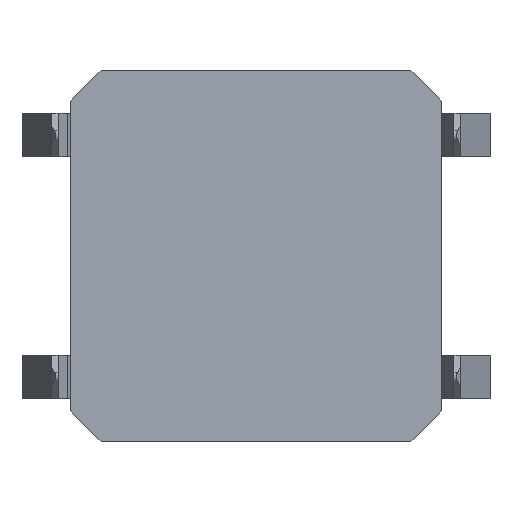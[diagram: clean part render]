
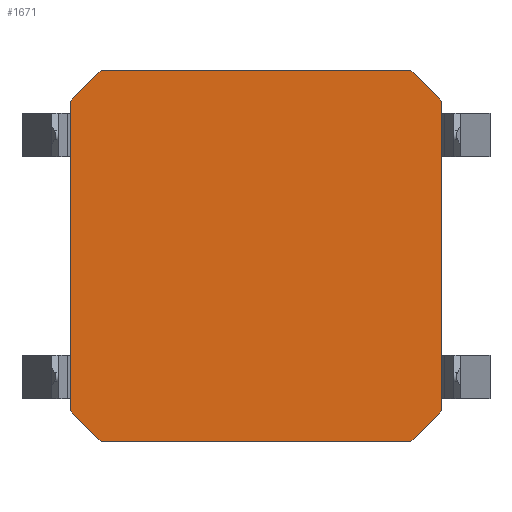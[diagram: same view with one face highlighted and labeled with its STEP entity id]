
A CAD part, front view. The second image highlights one B-rep face of the part: STEP entity #1671.
In plain terms, the highlighted planar face has unit normal (0, -1, 0).
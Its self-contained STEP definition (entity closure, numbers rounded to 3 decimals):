
#86 = CARTESIAN_POINT ( 'NONE',  ( -3.005, 0., 3.005 ) ) ;
#117 = VERTEX_POINT ( 'NONE', #1888 ) ;
#138 = FACE_OUTER_BOUND ( 'NONE', #1403, .T. ) ;
#149 = ORIENTED_EDGE ( 'NONE', *, *, #1789, .T. ) ;
#171 = CARTESIAN_POINT ( 'NONE',  ( -2.755, 0., -2.755 ) ) ;
#194 = EDGE_CURVE ( 'NONE', #1741, #1806, #1670, .T. ) ;
#195 = VERTEX_POINT ( 'NONE', #268 ) ;
#215 = CARTESIAN_POINT ( 'NONE',  ( 3.005, 0., 3.005 ) ) ;
#248 = CARTESIAN_POINT ( 'NONE',  ( 2.505, 0., -3.005 ) ) ;
#255 = VECTOR ( 'NONE', #1265, 1000. ) ;
#268 = CARTESIAN_POINT ( 'NONE',  ( -3.005, 0., -2.505 ) ) ;
#270 = CARTESIAN_POINT ( 'NONE',  ( -2.755, 0., 2.755 ) ) ;
#385 = LINE ( 'NONE', #86, #2142 ) ;
#403 = ORIENTED_EDGE ( 'NONE', *, *, #2466, .F. ) ;
#542 = VECTOR ( 'NONE', #1699, 1000. ) ;
#579 = CARTESIAN_POINT ( 'NONE',  ( 2.755, 0., 2.755 ) ) ;
#588 = VERTEX_POINT ( 'NONE', #248 ) ;
#615 = DIRECTION ( 'NONE',  ( -0.707, 0., 0.707 ) ) ;
#631 = CARTESIAN_POINT ( 'NONE',  ( 3.005, 0., 2.505 ) ) ;
#662 = EDGE_CURVE ( 'NONE', #588, #2263, #2955, .T. ) ;
#728 = LINE ( 'NONE', #171, #1734 ) ;
#814 = DIRECTION ( 'NONE',  ( 0., 0., 1. ) ) ;
#827 = PLANE ( 'NONE',  #2732 ) ;
#985 = VECTOR ( 'NONE', #1917, 1000. ) ;
#1234 = VERTEX_POINT ( 'NONE', #2568 ) ;
#1261 = DIRECTION ( 'NONE',  ( 0., 0., -1. ) ) ;
#1265 = DIRECTION ( 'NONE',  ( -0.707, 0., -0.707 ) ) ;
#1378 = DIRECTION ( 'NONE',  ( 0., 0., -1. ) ) ;
#1386 = EDGE_CURVE ( 'NONE', #195, #2263, #728, .T. ) ;
#1403 = EDGE_LOOP ( 'NONE', ( #1844, #149, #2639, #3065, #403, #1814, #1646, #1907 ) ) ;
#1518 = LINE ( 'NONE', #270, #255 ) ;
#1563 = EDGE_CURVE ( 'NONE', #1234, #2488, #1518, .T. ) ;
#1646 = ORIENTED_EDGE ( 'NONE', *, *, #2404, .F. ) ;
#1670 = LINE ( 'NONE', #215, #2456 ) ;
#1671 = ADVANCED_FACE ( 'NONE', ( #138 ), #827, .T. ) ;
#1699 = DIRECTION ( 'NONE',  ( 1., 0., 0. ) ) ;
#1734 = VECTOR ( 'NONE', #2253, 1000. ) ;
#1741 = VERTEX_POINT ( 'NONE', #631 ) ;
#1789 = EDGE_CURVE ( 'NONE', #588, #1806, #3228, .T. ) ;
#1806 = VERTEX_POINT ( 'NONE', #2248 ) ;
#1807 = CARTESIAN_POINT ( 'NONE',  ( -2.505, 0., -3.005 ) ) ;
#1814 = ORIENTED_EDGE ( 'NONE', *, *, #1563, .T. ) ;
#1844 = ORIENTED_EDGE ( 'NONE', *, *, #662, .F. ) ;
#1888 = CARTESIAN_POINT ( 'NONE',  ( 2.505, 0., 3.005 ) ) ;
#1907 = ORIENTED_EDGE ( 'NONE', *, *, #1386, .T. ) ;
#1917 = DIRECTION ( 'NONE',  ( 0.707, 0., 0.707 ) ) ;
#1982 = CARTESIAN_POINT ( 'NONE',  ( 2.755, 0., -2.755 ) ) ;
#1983 = CARTESIAN_POINT ( 'NONE',  ( -3.005, 0., 2.505 ) ) ;
#2142 = VECTOR ( 'NONE', #814, 1000. ) ;
#2248 = CARTESIAN_POINT ( 'NONE',  ( 3.005, 0., -2.505 ) ) ;
#2253 = DIRECTION ( 'NONE',  ( 0.707, 0., -0.707 ) ) ;
#2263 = VERTEX_POINT ( 'NONE', #1807 ) ;
#2354 = VECTOR ( 'NONE', #2707, 1000. ) ;
#2393 = EDGE_CURVE ( 'NONE', #1741, #117, #2656, .T. ) ;
#2404 = EDGE_CURVE ( 'NONE', #195, #2488, #385, .T. ) ;
#2441 = CARTESIAN_POINT ( 'NONE',  ( -3.005, 0., 3.005 ) ) ;
#2456 = VECTOR ( 'NONE', #1261, 1000. ) ;
#2466 = EDGE_CURVE ( 'NONE', #1234, #117, #2980, .T. ) ;
#2488 = VERTEX_POINT ( 'NONE', #1983 ) ;
#2568 = CARTESIAN_POINT ( 'NONE',  ( -2.505, 0., 3.005 ) ) ;
#2612 = VECTOR ( 'NONE', #615, 1000. ) ;
#2622 = DIRECTION ( 'NONE',  ( 0., -1., 0. ) ) ;
#2639 = ORIENTED_EDGE ( 'NONE', *, *, #194, .F. ) ;
#2656 = LINE ( 'NONE', #579, #2612 ) ;
#2707 = DIRECTION ( 'NONE',  ( -1., 0., 0. ) ) ;
#2732 = AXIS2_PLACEMENT_3D ( 'NONE', #2831, #2622, #1378 ) ;
#2831 = CARTESIAN_POINT ( 'NONE',  ( 0., 0., 0. ) ) ;
#2955 = LINE ( 'NONE', #3223, #2354 ) ;
#2980 = LINE ( 'NONE', #2441, #542 ) ;
#3065 = ORIENTED_EDGE ( 'NONE', *, *, #2393, .T. ) ;
#3223 = CARTESIAN_POINT ( 'NONE',  ( -3.005, 0., -3.005 ) ) ;
#3228 = LINE ( 'NONE', #1982, #985 ) ;
